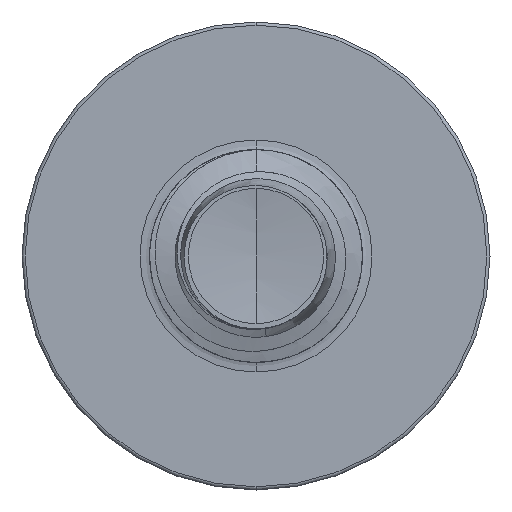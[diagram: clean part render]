
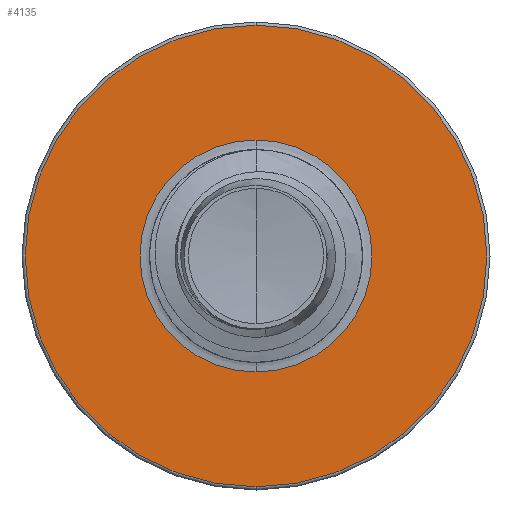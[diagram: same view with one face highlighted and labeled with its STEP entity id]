
A CAD part, front view. The second image highlights one B-rep face of the part: STEP entity #4135.
In plain terms, the highlighted planar face has unit normal (0, -1, 0).
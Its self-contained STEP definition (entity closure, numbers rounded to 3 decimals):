
#68 = VERTEX_POINT ( 'NONE', #31522 ) ;
#94 = DIRECTION ( 'NONE',  ( 0., 0., 1. ) ) ;
#1353 = VERTEX_POINT ( 'NONE', #1594 ) ;
#1594 = CARTESIAN_POINT ( 'NONE',  ( 0., 11., 1.363 ) ) ;
#1706 = CARTESIAN_POINT ( 'NONE',  ( 0., 11., 0. ) ) ;
#2682 = FACE_OUTER_BOUND ( 'NONE', #17617, .T. ) ;
#3662 = ORIENTED_EDGE ( 'NONE', *, *, #11592, .T. ) ;
#3861 = AXIS2_PLACEMENT_3D ( 'NONE', #14900, #14892, #14862 ) ;
#4135 = ADVANCED_FACE ( 'NONE', ( #2682, #15978 ), #23049, .F. ) ;
#4700 = DIRECTION ( 'NONE',  ( 0., 0., 1. ) ) ;
#4907 = AXIS2_PLACEMENT_3D ( 'NONE', #1706, #20851, #4700 ) ;
#5748 = ORIENTED_EDGE ( 'NONE', *, *, #14535, .F. ) ;
#7343 = ORIENTED_EDGE ( 'NONE', *, *, #32004, .F. ) ;
#7714 = ORIENTED_EDGE ( 'NONE', *, *, #21373, .T. ) ;
#8848 = CARTESIAN_POINT ( 'NONE',  ( 0., 11., -2.712 ) ) ;
#9550 = CIRCLE ( 'NONE', #3861, 2.713 ) ;
#10607 = EDGE_LOOP ( 'NONE', ( #3662, #7714 ) ) ;
#11592 = EDGE_CURVE ( 'NONE', #1353, #16072, #16333, .T. ) ;
#14535 = EDGE_CURVE ( 'NONE', #68, #17853, #9550, .T. ) ;
#14862 = DIRECTION ( 'NONE',  ( 0., 0., 1. ) ) ;
#14892 = DIRECTION ( 'NONE',  ( 0., 1., 0. ) ) ;
#14900 = CARTESIAN_POINT ( 'NONE',  ( 0., 11., 0. ) ) ;
#15978 = FACE_BOUND ( 'NONE', #10607, .T. ) ;
#16072 = VERTEX_POINT ( 'NONE', #19077 ) ;
#16333 = CIRCLE ( 'NONE', #24465, 1.363 ) ;
#17008 = DIRECTION ( 'NONE',  ( 0., 1., 0. ) ) ;
#17617 = EDGE_LOOP ( 'NONE', ( #5748, #7343 ) ) ;
#17853 = VERTEX_POINT ( 'NONE', #8848 ) ;
#18386 = AXIS2_PLACEMENT_3D ( 'NONE', #24180, #23045, #23015 ) ;
#18601 = CIRCLE ( 'NONE', #4907, 1.363 ) ;
#19077 = CARTESIAN_POINT ( 'NONE',  ( 0., 11., -1.363 ) ) ;
#20851 = DIRECTION ( 'NONE',  ( 0., 1., 0. ) ) ;
#21184 = DIRECTION ( 'NONE',  ( 0., 0., 1. ) ) ;
#21189 = DIRECTION ( 'NONE',  ( 0., 1., 0. ) ) ;
#21214 = CARTESIAN_POINT ( 'NONE',  ( 0., 11., 0. ) ) ;
#21373 = EDGE_CURVE ( 'NONE', #16072, #1353, #18601, .T. ) ;
#23015 = DIRECTION ( 'NONE',  ( 0., 0., 1. ) ) ;
#23045 = DIRECTION ( 'NONE',  ( 0., 1., 0. ) ) ;
#23049 = PLANE ( 'NONE',  #18386 ) ;
#24180 = CARTESIAN_POINT ( 'NONE',  ( 0., 11., -1.363 ) ) ;
#24465 = AXIS2_PLACEMENT_3D ( 'NONE', #21214, #21189, #21184 ) ;
#28229 = CIRCLE ( 'NONE', #28831, 2.713 ) ;
#28831 = AXIS2_PLACEMENT_3D ( 'NONE', #30383, #17008, #94 ) ;
#30383 = CARTESIAN_POINT ( 'NONE',  ( 0., 11., 0. ) ) ;
#31522 = CARTESIAN_POINT ( 'NONE',  ( 0., 11., 2.713 ) ) ;
#32004 = EDGE_CURVE ( 'NONE', #17853, #68, #28229, .T. ) ;
